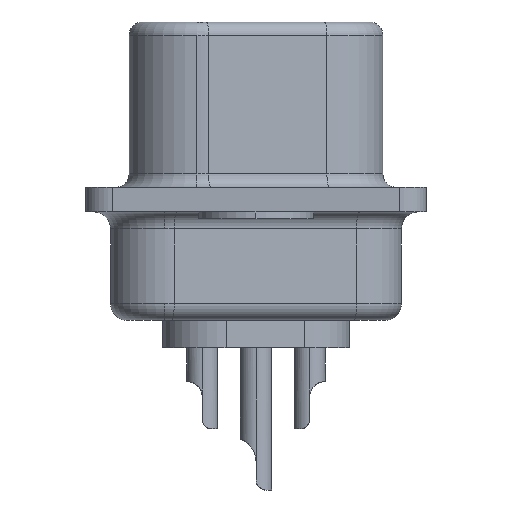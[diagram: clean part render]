
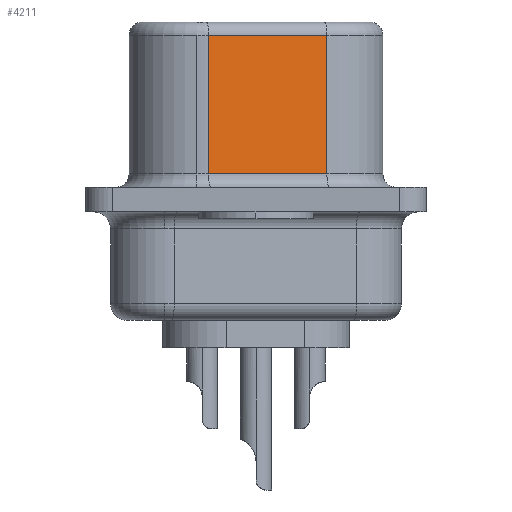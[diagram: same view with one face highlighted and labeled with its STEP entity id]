
A CAD part, left-side view. The second image highlights one B-rep face of the part: STEP entity #4211.
In plain terms, the highlighted planar face has unit normal (-0.985, -0.174, 0).
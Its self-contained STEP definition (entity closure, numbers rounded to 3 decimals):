
#297 = EDGE_CURVE ( 'NONE', #8656, #924, #2851, .T. ) ;
#377 = ORIENTED_EDGE ( 'NONE', *, *, #1520, .T. ) ;
#924 = VERTEX_POINT ( 'NONE', #8734 ) ;
#1520 = EDGE_CURVE ( 'NONE', #1766, #8586, #2957, .T. ) ;
#1587 = ORIENTED_EDGE ( 'NONE', *, *, #297, .T. ) ;
#1653 = ORIENTED_EDGE ( 'NONE', *, *, #2003, .T. ) ;
#1675 = EDGE_CURVE ( 'NONE', #8656, #8586, #2881, .T. ) ;
#1760 = ORIENTED_EDGE ( 'NONE', *, *, #1675, .F. ) ;
#1766 = VERTEX_POINT ( 'NONE', #9993 ) ;
#2003 = EDGE_CURVE ( 'NONE', #924, #1766, #2499, .T. ) ;
#2198 = AXIS2_PLACEMENT_3D ( 'NONE', #10778, #10782, #10783 ) ;
#2499 = LINE ( 'NONE', #10577, #2911 ) ;
#2851 = LINE ( 'NONE', #7290, #2998 ) ;
#2881 = LINE ( 'NONE', #9912, #3035 ) ;
#2911 = VECTOR ( 'NONE', #10578, 1000. ) ;
#2957 = LINE ( 'NONE', #9730, #3376 ) ;
#2998 = VECTOR ( 'NONE', #7292, 1000. ) ;
#3035 = VECTOR ( 'NONE', #9911, 1000. ) ;
#3376 = VECTOR ( 'NONE', #9724, 1000. ) ;
#4211 = ADVANCED_FACE ( 'NONE', ( #5488 ), #10780, .F. ) ;
#5488 = FACE_OUTER_BOUND ( 'NONE', #8070, .T. ) ;
#7290 = CARTESIAN_POINT ( 'NONE',  ( -8.952, 1.746, 6.05 ) ) ;
#7292 = DIRECTION ( 'NONE',  ( -0.174, 0.985, 0. ) ) ;
#7343 = CARTESIAN_POINT ( 'NONE',  ( -8.184, -2.614, 0.95 ) ) ;
#7452 = CARTESIAN_POINT ( 'NONE',  ( -8.184, -2.614, 6.05 ) ) ;
#8070 = EDGE_LOOP ( 'NONE', ( #1653, #377, #1760, #1587 ) ) ;
#8586 = VERTEX_POINT ( 'NONE', #7343 ) ;
#8656 = VERTEX_POINT ( 'NONE', #7452 ) ;
#8734 = CARTESIAN_POINT ( 'NONE',  ( -8.952, 1.746, 6.05 ) ) ;
#9724 = DIRECTION ( 'NONE',  ( 0.174, -0.985, 0. ) ) ;
#9730 = CARTESIAN_POINT ( 'NONE',  ( -8.184, -2.614, 0.95 ) ) ;
#9911 = DIRECTION ( 'NONE',  ( 0., 0., -1. ) ) ;
#9912 = CARTESIAN_POINT ( 'NONE',  ( -8.184, -2.614, 6.55 ) ) ;
#9993 = CARTESIAN_POINT ( 'NONE',  ( -8.952, 1.746, 0.95 ) ) ;
#10577 = CARTESIAN_POINT ( 'NONE',  ( -8.952, 1.746, 6.55 ) ) ;
#10578 = DIRECTION ( 'NONE',  ( 0., 0., -1. ) ) ;
#10778 = CARTESIAN_POINT ( 'NONE',  ( -8.952, 1.746, 6.55 ) ) ;
#10780 = PLANE ( 'NONE',  #2198 ) ;
#10782 = DIRECTION ( 'NONE',  ( 0.985, 0.174, 0. ) ) ;
#10783 = DIRECTION ( 'NONE',  ( -0.174, 0.985, 0. ) ) ;
